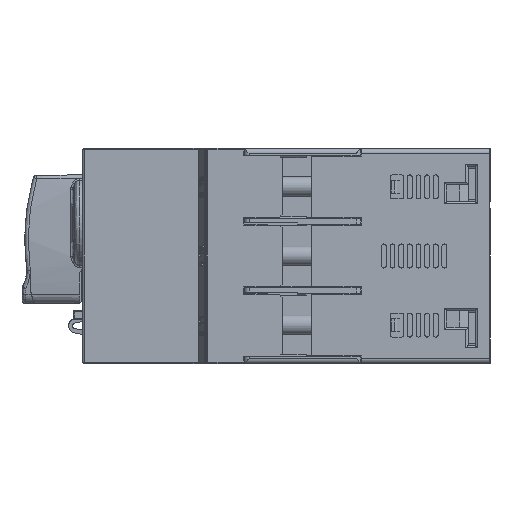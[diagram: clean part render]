
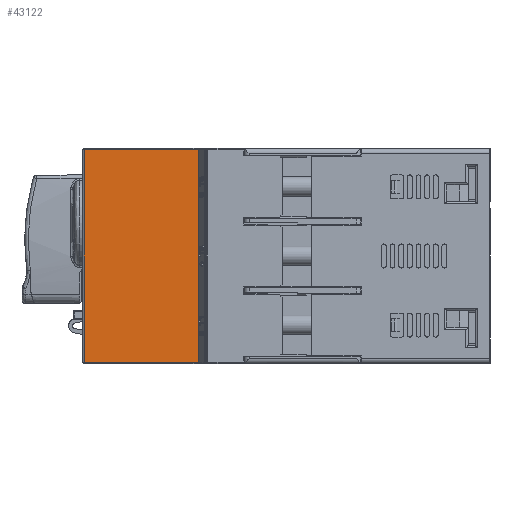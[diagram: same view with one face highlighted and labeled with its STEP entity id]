
A CAD part, left-side view. The second image highlights one B-rep face of the part: STEP entity #43122.
In plain terms, the highlighted planar face has unit normal (-1, 0.004, 0).
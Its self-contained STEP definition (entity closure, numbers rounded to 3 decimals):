
#1246 = DIRECTION ( 'NONE',  ( 0.004, 1., 0. ) ) ;
#1385 = ORIENTED_EDGE ( 'NONE', *, *, #39775, .T. ) ;
#3594 = DIRECTION ( 'NONE',  ( 0., 0., 1. ) ) ;
#6681 = DIRECTION ( 'NONE',  ( -1., 0.004, 0. ) ) ;
#10440 = LINE ( 'NONE', #67971, #66840 ) ;
#14177 = CARTESIAN_POINT ( 'NONE',  ( -61.121, 19.589, -44.5 ) ) ;
#16937 = VECTOR ( 'NONE', #54787, 1000. ) ;
#17833 = ORIENTED_EDGE ( 'NONE', *, *, #44247, .T. ) ;
#21302 = VERTEX_POINT ( 'NONE', #37013 ) ;
#23128 = ORIENTED_EDGE ( 'NONE', *, *, #24628, .T. ) ;
#24628 = EDGE_CURVE ( 'NONE', #43866, #68607, #55095, .T. ) ;
#28427 = EDGE_CURVE ( 'NONE', #68607, #61508, #70070, .T. ) ;
#29248 = VECTOR ( 'NONE', #1246, 1000. ) ;
#30811 = EDGE_LOOP ( 'NONE', ( #1385, #17833, #23128, #39327 ) ) ;
#31946 = CARTESIAN_POINT ( 'NONE',  ( -61.172, 7.915, -44.5 ) ) ;
#37013 = CARTESIAN_POINT ( 'NONE',  ( -61.068, 31.706, -44.5 ) ) ;
#37945 = VECTOR ( 'NONE', #3594, 1000. ) ;
#38188 = CARTESIAN_POINT ( 'NONE',  ( -61.172, 7.915, -22.4 ) ) ;
#39327 = ORIENTED_EDGE ( 'NONE', *, *, #28427, .T. ) ;
#39775 = EDGE_CURVE ( 'NONE', #61508, #21302, #10440, .T. ) ;
#40908 = FACE_OUTER_BOUND ( 'NONE', #30811, .T. ) ;
#41502 = CARTESIAN_POINT ( 'NONE',  ( -61.12, 19.81, -0.3 ) ) ;
#43122 = ADVANCED_FACE ( 'NONE', ( #40908 ), #69120, .T. ) ;
#43866 = VERTEX_POINT ( 'NONE', #31946 ) ;
#44134 = AXIS2_PLACEMENT_3D ( 'NONE', #63458, #6681, #64586 ) ;
#44244 = CARTESIAN_POINT ( 'NONE',  ( -61.172, 7.915, -0.3 ) ) ;
#44247 = EDGE_CURVE ( 'NONE', #21302, #43866, #48783, .T. ) ;
#44676 = DIRECTION ( 'NONE',  ( 0., 0., -1. ) ) ;
#48783 = LINE ( 'NONE', #14177, #16937 ) ;
#54787 = DIRECTION ( 'NONE',  ( -0.004, -1., 0. ) ) ;
#55095 = LINE ( 'NONE', #38188, #37945 ) ;
#61508 = VERTEX_POINT ( 'NONE', #65043 ) ;
#63458 = CARTESIAN_POINT ( 'NONE',  ( -61.172, 7.915, -0.3 ) ) ;
#64586 = DIRECTION ( 'NONE',  ( 0.004, 1., 0. ) ) ;
#65043 = CARTESIAN_POINT ( 'NONE',  ( -61.068, 31.706, -0.3 ) ) ;
#66840 = VECTOR ( 'NONE', #44676, 1000. ) ;
#67971 = CARTESIAN_POINT ( 'NONE',  ( -61.068, 31.706, -22.4 ) ) ;
#68607 = VERTEX_POINT ( 'NONE', #44244 ) ;
#69120 = PLANE ( 'NONE',  #44134 ) ;
#70070 = LINE ( 'NONE', #41502, #29248 ) ;
